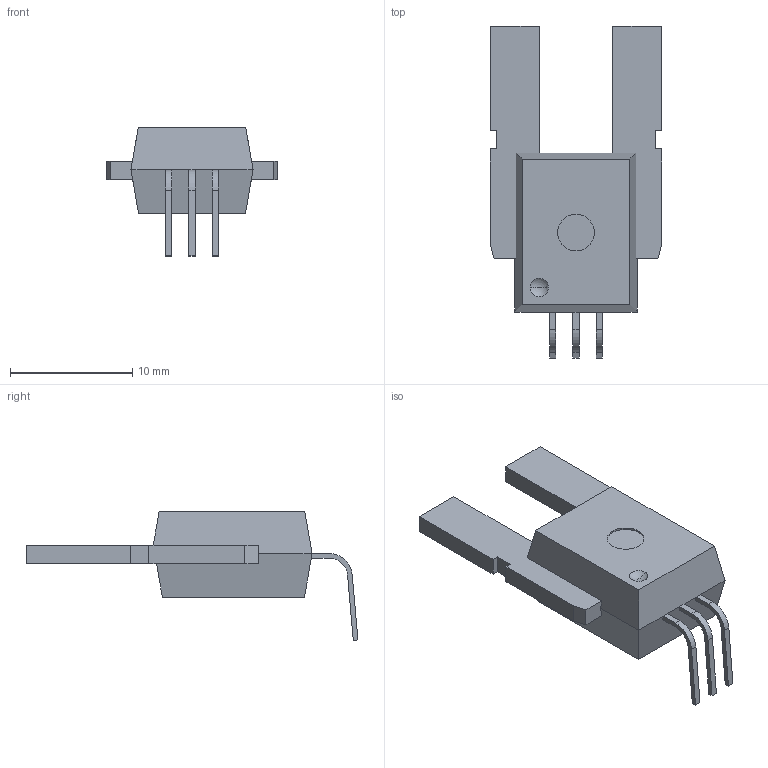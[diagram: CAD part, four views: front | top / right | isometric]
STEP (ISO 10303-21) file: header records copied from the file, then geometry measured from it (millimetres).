
FILE_DESCRIPTION (( 'STEP AP214' ), '1' );
FILE_NAME ('ACS772-PSF.STEP', '2023-11-26T12:03:01', ( '' ), ( '' ), 'SwSTEP 2.0', 'SolidWorks 2024', '' );
FILE_SCHEMA (( 'AUTOMOTIVE_DESIGN' ));
Length unit declared in the file: millimetre
Products named in the file (1): ACS772-PSF
Bounding box: 14 x 27.15 x 10.53 mm (x, y, z)
Volume: 992.4 mm3; surface area: 882.8 mm2
Topology: 1 solids, 1 shells, 67 faces, 179 edges, 115 vertices
Faces by surface type: plane 55, cylinder 10, sphere 2
Entity records: 2793 total; most frequent: CARTESIAN_POINT 358, ORIENTED_EDGE 352, DIRECTION 335, EDGE_CURVE 176, VECTOR 153, LINE 153, VERTEX_POINT 114, AXIS2_PLACEMENT_3D 91
